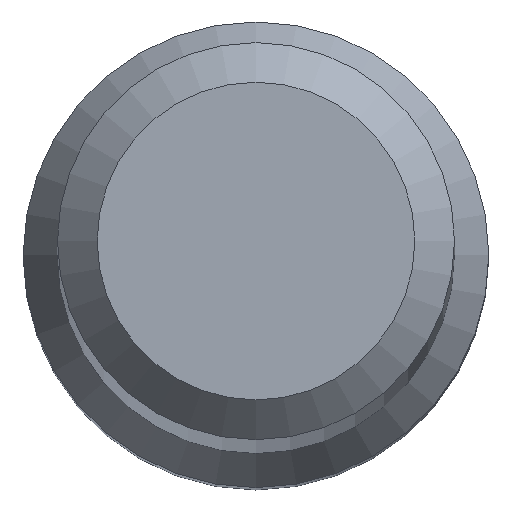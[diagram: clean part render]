
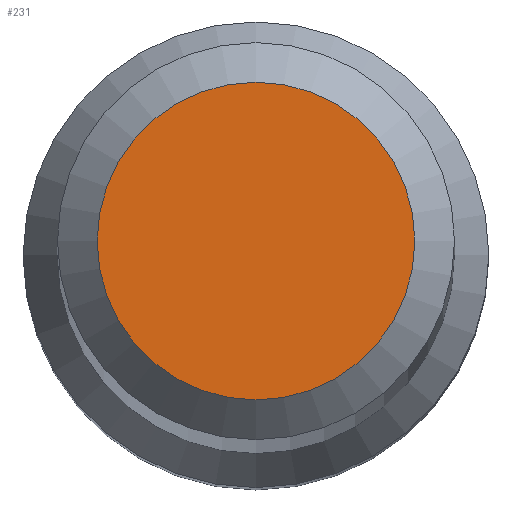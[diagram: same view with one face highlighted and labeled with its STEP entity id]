
A CAD part, top view. The second image highlights one B-rep face of the part: STEP entity #231.
In plain terms, the highlighted planar face has unit normal (0, 0, 1).
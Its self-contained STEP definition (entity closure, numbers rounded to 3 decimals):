
#9 = CARTESIAN_POINT ( 'NONE',  ( 0., 0., 70. ) ) ;
#10 = DIRECTION ( 'NONE',  ( 0., 0., 1. ) ) ;
#14 = AXIS2_PLACEMENT_3D ( 'NONE', #9, #10, #195 ) ;
#19 = CIRCLE ( 'NONE', #26, 1.2 ) ;
#26 = AXIS2_PLACEMENT_3D ( 'NONE', #205, #123, #76 ) ;
#39 = EDGE_LOOP ( 'NONE', ( #119 ) ) ;
#76 = DIRECTION ( 'NONE',  ( 0., 1., 0. ) ) ;
#85 = PLANE ( 'NONE',  #14 ) ;
#97 = VERTEX_POINT ( 'NONE', #153 ) ;
#119 = ORIENTED_EDGE ( 'NONE', *, *, #137, .F. ) ;
#123 = DIRECTION ( 'NONE',  ( 0., 0., -1. ) ) ;
#137 = EDGE_CURVE ( 'NONE', #97, #97, #19, .T. ) ;
#153 = CARTESIAN_POINT ( 'NONE',  ( 0., 1.2, 70. ) ) ;
#195 = DIRECTION ( 'NONE',  ( 0., -1., 0. ) ) ;
#205 = CARTESIAN_POINT ( 'NONE',  ( 0., 0., 70. ) ) ;
#230 = FACE_OUTER_BOUND ( 'NONE', #39, .T. ) ;
#231 = ADVANCED_FACE ( 'NONE', ( #230 ), #85, .T. ) ;
